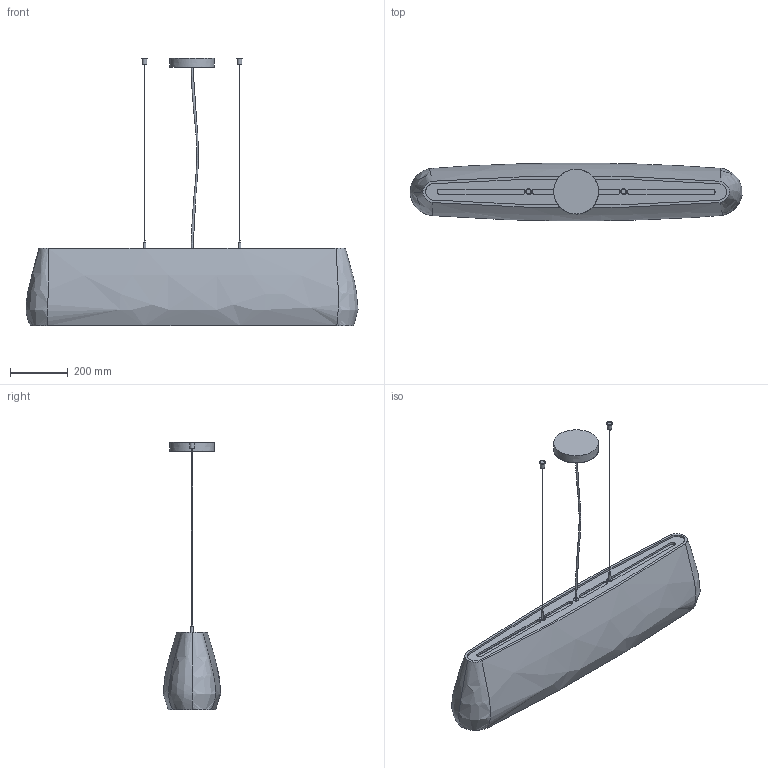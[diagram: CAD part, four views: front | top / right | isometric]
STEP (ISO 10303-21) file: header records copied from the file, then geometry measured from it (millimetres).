
FILE_DESCRIPTION(/* description */ (''),/* implementation_level */ '2;1');
FILE_NAME(/* name */ 'Drop48_3D_mm',/* time_stamp */ '2025-07-03T15:50:10-07:00',/* author */ (''),/* organization */ (''),/* preprocessor_version */ 'ST-DEVELOPER v16.5',/* originating_system */ '',/* authorisation */ '');
FILE_SCHEMA (('AUTOMOTIVE_DESIGN'));
Length unit declared in the file: millimetre
Products named in the file (1): Document
Bounding box: 1153.59 x 200.87 x 930.28 mm (x, y, z)
Volume: 8872546.2 mm3; surface area: 1657719.5 mm2
Topology: 13 solids, 13 shells, 121 faces, 247 edges, 158 vertices
Faces by surface type: bspline 87, plane 34
Entity records: 9527 total; most frequent: CARTESIAN_POINT 7832, ORIENTED_EDGE 494, EDGE_CURVE 247, VERTEX_POINT 158, EDGE_LOOP 135, ADVANCED_FACE 121, FACE_OUTER_BOUND 121, B_SPLINE_CURVE_WITH_KNOTS 103
